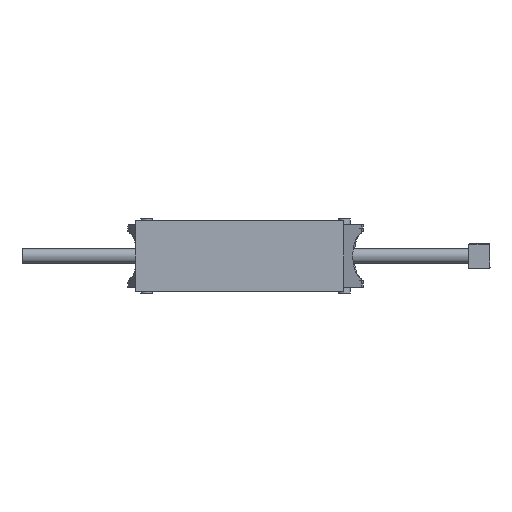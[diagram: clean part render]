
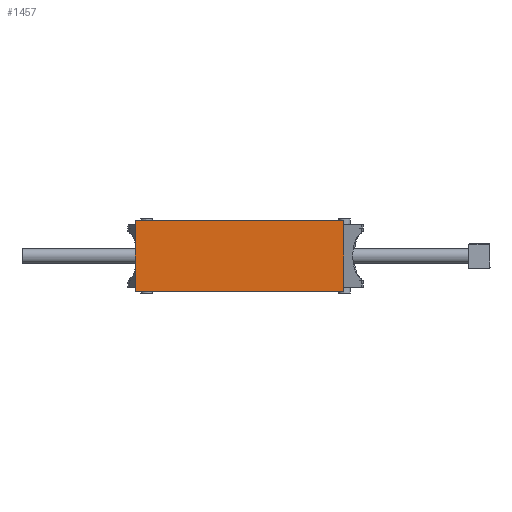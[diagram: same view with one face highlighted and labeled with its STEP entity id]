
A CAD part, front view. The second image highlights one B-rep face of the part: STEP entity #1457.
In plain terms, the highlighted free-form (B-spline) face has degree [1, 1] with [2, 2] control points.
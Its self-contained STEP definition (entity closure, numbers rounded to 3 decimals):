
#1402=CARTESIAN_POINT('V13',(-235.337,
   -12.453,68.469));
#1403=VERTEX_POINT('V13',#1402);
#1409=CARTESIAN_POINT('V16',(-235.337,
   -12.453,-109.331));
#1410=VERTEX_POINT('V16',#1409);
#1411=CARTESIAN_POINT('E23',(-235.337,
   -12.453,-109.331));
#1412=CARTESIAN_POINT('E23',(-235.337,
   -12.453,68.469));
#1413=QUASI_UNIFORM_CURVE('E23',1,(#1411,#1412),.POLYLINE_FORM.,.F.,
   .U.);
#1414=EDGE_CURVE('E23',#1410,#1403,#1413,.T.);
#1430=CARTESIAN_POINT('F6',(-235.337,-12.453,
   68.469));
#1431=CARTESIAN_POINT('F6',(-235.337,-12.453,
   -109.331));
#1432=CARTESIAN_POINT('F6',(-175.012,-12.453,
   68.469));
#1433=CARTESIAN_POINT('F6',(-175.012,-12.453,
   -109.331));
#1434=QUASI_UNIFORM_SURFACE('F6',1,1,((#1430,#1432),(#1431,#1433)),
   .PLANE_SURF.,.F.,.F.,.U.);
#1435=ORIENTED_EDGE('E23',*,*,#1414,.T.);
#1436=CARTESIAN_POINT('V14',(-175.012,
   -12.453,68.469));
#1437=VERTEX_POINT('V14',#1436);
#1438=CARTESIAN_POINT('E15',(-235.337,
   -12.453,68.469));
#1439=CARTESIAN_POINT('E15',(-175.012,
   -12.453,68.469));
#1440=QUASI_UNIFORM_CURVE('E15',1,(#1438,#1439),.POLYLINE_FORM.,.F.,
   .U.);
#1441=EDGE_CURVE('E15',#1403,#1437,#1440,.T.);
#1442=ORIENTED_EDGE('E15',*,*,#1441,.T.);
#1443=CARTESIAN_POINT('V15',(-175.012,
   -12.453,-109.331));
#1444=VERTEX_POINT('V15',#1443);
#1445=CARTESIAN_POINT('E24',(-175.012,
   -12.453,68.469));
#1446=CARTESIAN_POINT('E24',(-175.012,
   -12.453,-109.331));
#1447=QUASI_UNIFORM_CURVE('E24',1,(#1445,#1446),.POLYLINE_FORM.,.F.,
   .U.);
#1448=EDGE_CURVE('E24',#1437,#1444,#1447,.T.);
#1449=ORIENTED_EDGE('E24',*,*,#1448,.T.);
#1450=CARTESIAN_POINT('E21',(-235.337,
   -12.453,-109.331));
#1451=CARTESIAN_POINT('E21',(-175.012,
   -12.453,-109.331));
#1452=QUASI_UNIFORM_CURVE('E21',1,(#1450,#1451),.POLYLINE_FORM.,.F.,
   .U.);
#1453=EDGE_CURVE('E21',#1410,#1444,#1452,.T.);
#1454=ORIENTED_EDGE('E21',*,*,#1453,.F.);
#1455=EDGE_LOOP('F6',(#1435,#1442,#1449,#1454));
#1456=FACE_OUTER_BOUND('F6',#1455,.F.);
#1457=ADVANCED_FACE('F6',(#1456),#1434,.T.);
